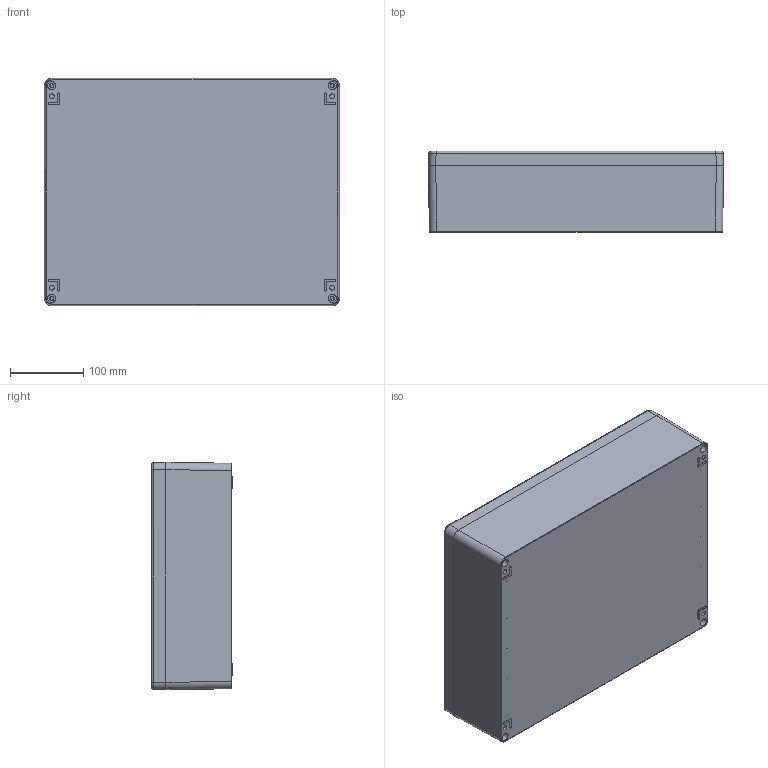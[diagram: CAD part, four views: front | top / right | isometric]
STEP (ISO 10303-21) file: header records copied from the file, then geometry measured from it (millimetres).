
FILE_DESCRIPTION (( 'STEP AP214' ), '1' );
FILE_NAME ('2374-4031-11-50.step', '2023-11-08T10:39:16', ( '' ), ( '' ), 'SwSTEP 2.0', 'SolidWorks 2019', '' );
FILE_SCHEMA (( 'AUTOMOTIVE_DESIGN' ));
Length unit declared in the file: millimetre
Products named in the file (7): Deckel^2374-4031-11-50; 2374-4031-11-50; Unterteil^2374-4031-11-50; SchutzleiteranschlussM6x10; DeckelschraubeM6x24; SchutzleiteranschlussM4x8
Assembly tree (12 placements, depth 3):
  2374-4031-11-50
    2374-4031-11-50
      Unterteil^2374-4031-11-50
      SchutzleiteranschlussM6x10  x4
      Deckel^2374-4031-11-50
      SchutzleiteranschlussM4x8
      DeckelschraubeM6x24  x4
Bounding box: 402.5 x 111 x 310 mm (x, y, z)
Volume: 689243.3 mm3; surface area: 839151.4 mm2
Topology: 15 solids, 30 shells, 1002 faces, 2639 edges, 1680 vertices
Faces by surface type: plane 428, cylinder 328, cone 184, torus 28, bspline 20, sphere 14
Entity records: 22850 total; most frequent: CARTESIAN_POINT 8103, ORIENTED_EDGE 3064, DIRECTION 2872, EDGE_CURVE 1560, AXIS2_PLACEMENT_3D 1102, VERTEX_POINT 1005, EDGE_LOOP 699, LINE 668
